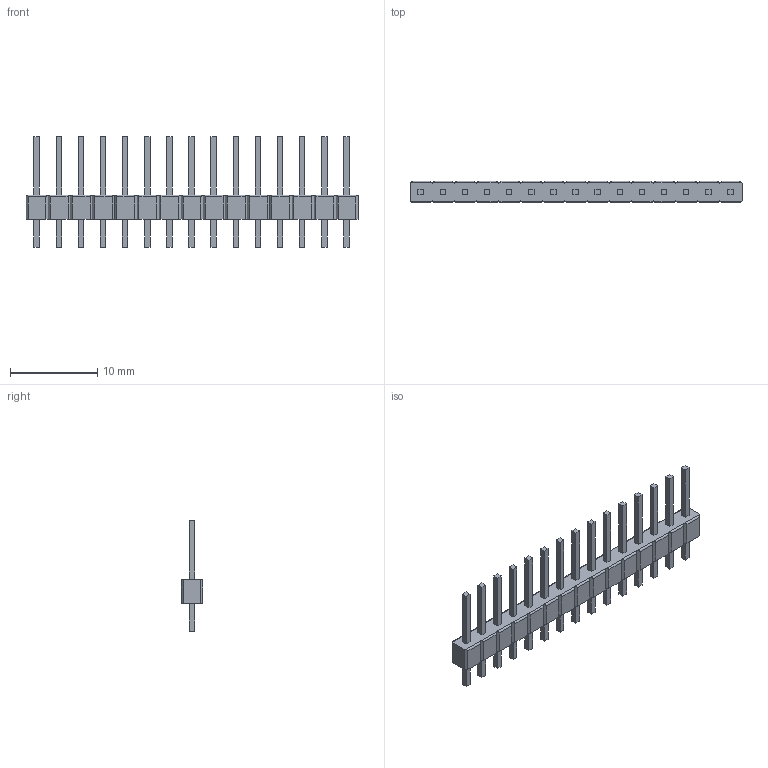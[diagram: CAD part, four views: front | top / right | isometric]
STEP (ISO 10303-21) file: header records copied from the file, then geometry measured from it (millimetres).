
FILE_DESCRIPTION((''),'2;1');
FILE_NAME('C-1-826629-5','2017-03-15T',('workeradm'),('Tyco Electronics Ltd.'),'CREO PARAMETRIC BY PTC INC, 2016050','CREO PARAMETRIC BY PTC INC, 2016050','');
FILE_SCHEMA(('AUTOMOTIVE_DESIGN { 1 0 10303 214 1 1 1 1 }'));
Length unit declared in the file: millimetre
Products named in the file (1): C-1-826629-5
Bounding box: 38.1 x 2.5 x 12.7 mm (x, y, z)
Volume: 319.8 mm3; surface area: 797.1 mm2
Topology: 1 solids, 1 shells, 274 faces, 726 edges, 484 vertices
Faces by surface type: plane 244, cylinder 30
Entity records: 8579 total; most frequent: CARTESIAN_POINT 1699, ORIENTED_EDGE 1452, DIRECTION 1214, EDGE_CURVE 726, VECTOR 666, LINE 666, VERTEX_POINT 484, EDGE_LOOP 304
